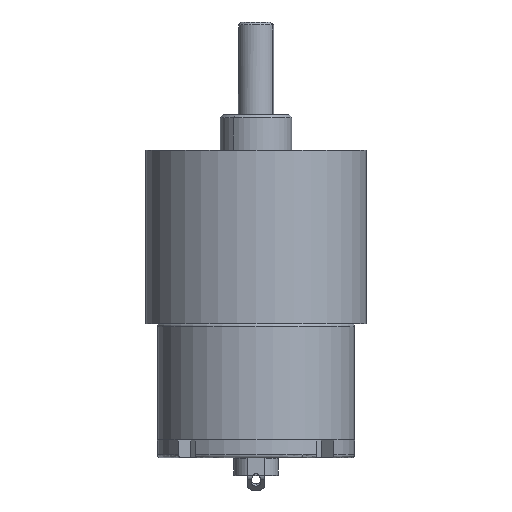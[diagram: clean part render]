
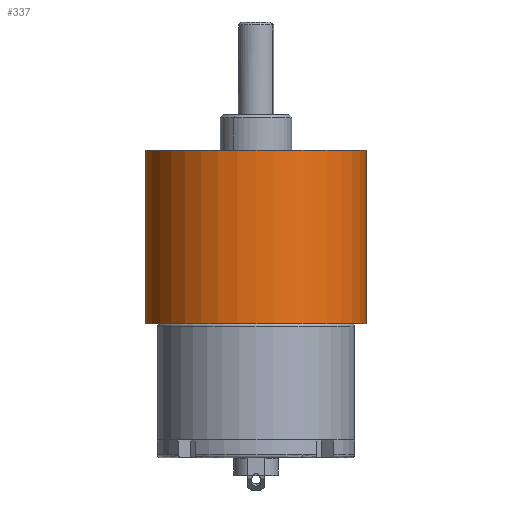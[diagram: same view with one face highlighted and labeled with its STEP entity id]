
A CAD part, front view. The second image highlights one B-rep face of the part: STEP entity #337.
In plain terms, the highlighted cylindrical face has radius 18.5 mm (diameter 37 mm), a partial arc.
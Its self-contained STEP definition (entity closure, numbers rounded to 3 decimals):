
#82 = VECTOR ( 'NONE', #5868, 1000. ) ;
#222 = FACE_OUTER_BOUND ( 'NONE', #1767, .T. ) ;
#242 = CARTESIAN_POINT ( 'NONE',  ( 0., 0., -29. ) ) ;
#272 = CARTESIAN_POINT ( 'NONE',  ( -18.5, 0., 0. ) ) ;
#337 = ADVANCED_FACE ( 'NONE', ( #222 ), #7413, .T. ) ;
#681 = CARTESIAN_POINT ( 'NONE',  ( 0., 0., 0. ) ) ;
#726 = DIRECTION ( 'NONE',  ( 0., 0., 1. ) ) ;
#741 = DIRECTION ( 'NONE',  ( 0., 0., 1. ) ) ;
#828 = AXIS2_PLACEMENT_3D ( 'NONE', #681, #741, #1377 ) ;
#1377 = DIRECTION ( 'NONE',  ( 1., 0., 0. ) ) ;
#1403 = CARTESIAN_POINT ( 'NONE',  ( -18.5, 0., -29. ) ) ;
#1446 = CARTESIAN_POINT ( 'NONE',  ( 0., 0., -29. ) ) ;
#1458 = ORIENTED_EDGE ( 'NONE', *, *, #5041, .F. ) ;
#1767 = EDGE_LOOP ( 'NONE', ( #1458, #5076, #5548, #5305 ) ) ;
#1807 = VERTEX_POINT ( 'NONE', #3093 ) ;
#2053 = DIRECTION ( 'NONE',  ( 1., 0., 0. ) ) ;
#2567 = DIRECTION ( 'NONE',  ( 0., 0., 1. ) ) ;
#2741 = EDGE_CURVE ( 'NONE', #5274, #7197, #4901, .T. ) ;
#2886 = LINE ( 'NONE', #1403, #82 ) ;
#2990 = CARTESIAN_POINT ( 'NONE',  ( 18.5, 0., -29. ) ) ;
#3093 = CARTESIAN_POINT ( 'NONE',  ( -18.5, 0., -29. ) ) ;
#3274 = AXIS2_PLACEMENT_3D ( 'NONE', #242, #6228, #2053 ) ;
#3407 = CIRCLE ( 'NONE', #828, 18.5 ) ;
#3661 = VERTEX_POINT ( 'NONE', #272 ) ;
#3999 = AXIS2_PLACEMENT_3D ( 'NONE', #1446, #726, #6435 ) ;
#4339 = CARTESIAN_POINT ( 'NONE',  ( 18.5, 0., 0. ) ) ;
#4554 = CARTESIAN_POINT ( 'NONE',  ( 18.5, 0., -29. ) ) ;
#4901 = LINE ( 'NONE', #4554, #5303 ) ;
#5041 = EDGE_CURVE ( 'NONE', #1807, #3661, #2886, .T. ) ;
#5076 = ORIENTED_EDGE ( 'NONE', *, *, #6157, .T. ) ;
#5274 = VERTEX_POINT ( 'NONE', #2990 ) ;
#5303 = VECTOR ( 'NONE', #2567, 1000. ) ;
#5305 = ORIENTED_EDGE ( 'NONE', *, *, #6763, .F. ) ;
#5548 = ORIENTED_EDGE ( 'NONE', *, *, #2741, .T. ) ;
#5868 = DIRECTION ( 'NONE',  ( 0., 0., 1. ) ) ;
#6157 = EDGE_CURVE ( 'NONE', #1807, #5274, #7260, .T. ) ;
#6228 = DIRECTION ( 'NONE',  ( 0., 0., 1. ) ) ;
#6435 = DIRECTION ( 'NONE',  ( 1., 0., 0. ) ) ;
#6763 = EDGE_CURVE ( 'NONE', #3661, #7197, #3407, .T. ) ;
#7197 = VERTEX_POINT ( 'NONE', #4339 ) ;
#7260 = CIRCLE ( 'NONE', #3274, 18.5 ) ;
#7413 = CYLINDRICAL_SURFACE ( 'NONE', #3999, 18.5 ) ;
